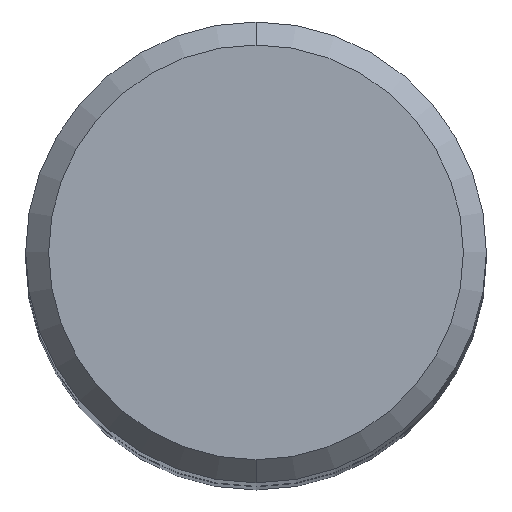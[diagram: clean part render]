
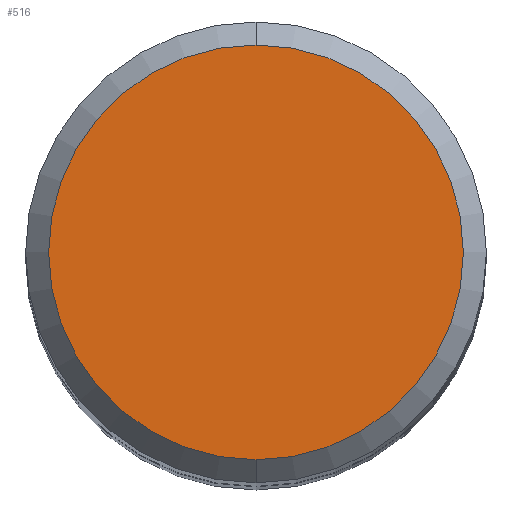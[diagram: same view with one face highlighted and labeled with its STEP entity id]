
A CAD part, top view. The second image highlights one B-rep face of the part: STEP entity #516.
In plain terms, the highlighted planar face has unit normal (0, 0, 1).
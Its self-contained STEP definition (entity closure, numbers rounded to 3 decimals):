
#228=EDGE_CURVE('',#492,#398,#594,.T.);
#398=VERTEX_POINT('',#788);
#492=VERTEX_POINT('',#891);
#516=ADVANCED_FACE('',(#917),#918,.T.);
#522=EDGE_CURVE('',#398,#492,#925,.T.);
#594=CIRCLE('',#1030,5.4);
#788=CARTESIAN_POINT('',(0.0,5.4,0.0));
#891=CARTESIAN_POINT('',(0.,-5.4,0.0));
#917=FACE_OUTER_BOUND('',#1653,.T.);
#918=PLANE('',#1654);
#925=CIRCLE('',#1662,5.4);
#1030=AXIS2_PLACEMENT_3D('',#1767,#1768,#1769);
#1653=EDGE_LOOP('',(#2148,#2149));
#1654=AXIS2_PLACEMENT_3D('',#2150,#2151,#2152);
#1662=AXIS2_PLACEMENT_3D('',#2161,#2162,#2163);
#1767=CARTESIAN_POINT('',(0.0,0.0,0.0));
#1768=DIRECTION('',(0.0,0.0,-1.0));
#1769=DIRECTION('',(0.0,1.0,0.0));
#2148=ORIENTED_EDGE('',*,*,#522,.F.);
#2149=ORIENTED_EDGE('',*,*,#228,.F.);
#2150=CARTESIAN_POINT('',(0.0,2.7,0.0));
#2151=DIRECTION('',(-0.0,0.0,1.0));
#2152=DIRECTION('',(0.0,-1.0,0.0));
#2161=CARTESIAN_POINT('',(0.0,0.0,0.0));
#2162=DIRECTION('',(0.0,0.0,-1.0));
#2163=DIRECTION('',(0.0,1.0,0.0));
